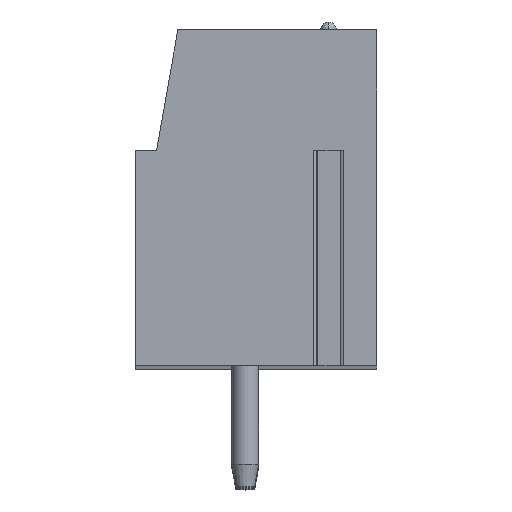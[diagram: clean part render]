
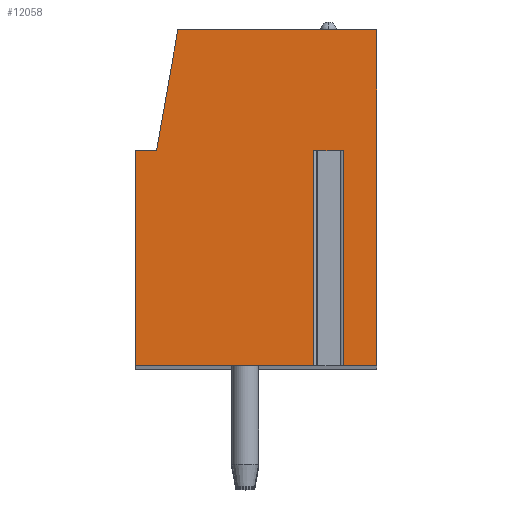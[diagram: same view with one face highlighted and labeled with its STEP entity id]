
A CAD part, top view. The second image highlights one B-rep face of the part: STEP entity #12058.
In plain terms, the highlighted planar face has unit normal (0, 0, 1).
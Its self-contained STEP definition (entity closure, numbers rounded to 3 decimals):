
#13=DIRECTION('',(-1.,0.,0.));
#14=VECTOR('',#13,1.112);
#15=CARTESIAN_POINT('',(3.256,1.75,68.58));
#16=LINE('',#15,#14);
#17=DIRECTION('',(0.,-1.,0.));
#18=VECTOR('',#17,8.);
#19=CARTESIAN_POINT('',(2.144,1.75,68.58));
#20=LINE('',#19,#18);
#21=DIRECTION('',(1.,0.,0.));
#22=VECTOR('',#21,6.644);
#23=CARTESIAN_POINT('',(-4.5,-6.25,68.58));
#24=LINE('',#23,#22);
#25=DIRECTION('',(0.,-1.,0.));
#26=VECTOR('',#25,8.);
#27=CARTESIAN_POINT('',(-4.5,1.75,68.58));
#28=LINE('',#27,#26);
#29=DIRECTION('',(-1.,0.,0.));
#30=VECTOR('',#29,0.8);
#31=CARTESIAN_POINT('',(-3.7,1.75,68.58));
#32=LINE('',#31,#30);
#33=DIRECTION('',(-0.174,-0.985,0.));
#34=VECTOR('',#33,4.569);
#35=CARTESIAN_POINT('',(-2.907,6.25,68.58));
#36=LINE('',#35,#34);
#37=DIRECTION('',(-1.,0.,0.));
#38=VECTOR('',#37,7.407);
#39=CARTESIAN_POINT('',(4.5,6.25,68.58));
#40=LINE('',#39,#38);
#41=DIRECTION('',(0.,1.,0.));
#42=VECTOR('',#41,12.5);
#43=CARTESIAN_POINT('',(4.5,-6.25,68.58));
#44=LINE('',#43,#42);
#45=DIRECTION('',(1.,0.,0.));
#46=VECTOR('',#45,1.244);
#47=CARTESIAN_POINT('',(3.256,-6.25,68.58));
#48=LINE('',#47,#46);
#49=DIRECTION('',(0.,-1.,0.));
#50=VECTOR('',#49,8.);
#51=CARTESIAN_POINT('',(3.256,1.75,68.58));
#52=LINE('',#51,#50);
#9489=CARTESIAN_POINT('',(-3.7,1.75,68.58));
#9490=CARTESIAN_POINT('',(-4.5,1.75,68.58));
#9491=VERTEX_POINT('',#9489);
#9492=VERTEX_POINT('',#9490);
#9493=CARTESIAN_POINT('',(-4.5,-6.25,68.58));
#9494=VERTEX_POINT('',#9493);
#9495=CARTESIAN_POINT('',(4.5,-6.25,68.58));
#9496=CARTESIAN_POINT('',(4.5,6.25,68.58));
#9497=VERTEX_POINT('',#9495);
#9498=VERTEX_POINT('',#9496);
#9499=CARTESIAN_POINT('',(-2.907,6.25,68.58));
#9500=VERTEX_POINT('',#9499);
#9549=CARTESIAN_POINT('',(3.256,1.75,68.58));
#9550=CARTESIAN_POINT('',(2.144,1.75,68.58));
#9551=VERTEX_POINT('',#9549);
#9552=VERTEX_POINT('',#9550);
#9553=CARTESIAN_POINT('',(2.144,-6.25,68.58));
#9554=VERTEX_POINT('',#9553);
#9555=CARTESIAN_POINT('',(3.256,-6.25,68.58));
#9556=VERTEX_POINT('',#9555);
#12031=CARTESIAN_POINT('',(0.,0.,68.58));
#12032=DIRECTION('',(0.,0.,1.));
#12033=DIRECTION('',(1.,0.,0.));
#12034=AXIS2_PLACEMENT_3D('',#12031,#12032,#12033);
#12035=PLANE('',#12034);
#12037=ORIENTED_EDGE('',*,*,#12036,.T.);
#12039=ORIENTED_EDGE('',*,*,#12038,.T.);
#12041=ORIENTED_EDGE('',*,*,#12040,.F.);
#12043=ORIENTED_EDGE('',*,*,#12042,.F.);
#12045=ORIENTED_EDGE('',*,*,#12044,.F.);
#12047=ORIENTED_EDGE('',*,*,#12046,.F.);
#12049=ORIENTED_EDGE('',*,*,#12048,.F.);
#12051=ORIENTED_EDGE('',*,*,#12050,.F.);
#12053=ORIENTED_EDGE('',*,*,#12052,.F.);
#12055=ORIENTED_EDGE('',*,*,#12054,.F.);
#12056=EDGE_LOOP('',(#12037,#12039,#12041,#12043,#12045,#12047,#12049,#12051,
#12053,#12055));
#12057=FACE_OUTER_BOUND('',#12056,.F.);
#12036=EDGE_CURVE('',#9551,#9552,#16,.T.);
#12038=EDGE_CURVE('',#9552,#9554,#20,.T.);
#12040=EDGE_CURVE('',#9494,#9554,#24,.T.);
#12042=EDGE_CURVE('',#9492,#9494,#28,.T.);
#12044=EDGE_CURVE('',#9491,#9492,#32,.T.);
#12046=EDGE_CURVE('',#9500,#9491,#36,.T.);
#12048=EDGE_CURVE('',#9498,#9500,#40,.T.);
#12050=EDGE_CURVE('',#9497,#9498,#44,.T.);
#12052=EDGE_CURVE('',#9556,#9497,#48,.T.);
#12054=EDGE_CURVE('',#9551,#9556,#52,.T.);
#12058=ADVANCED_FACE('',(#12057),#12035,.T.);
